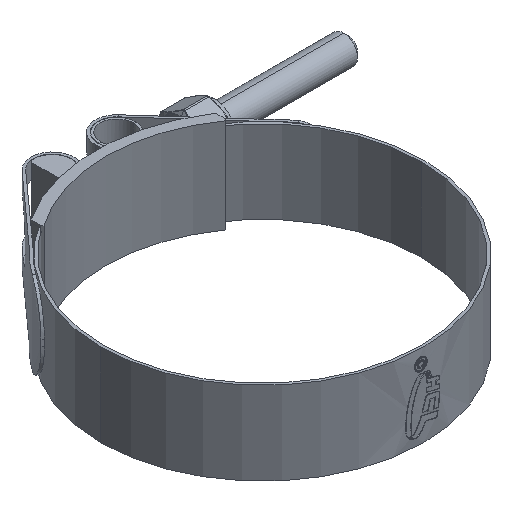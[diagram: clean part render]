
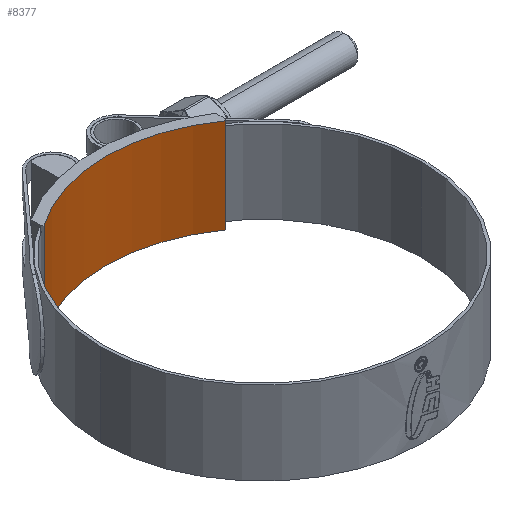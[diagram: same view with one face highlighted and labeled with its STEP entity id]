
A CAD part, isometric view. The second image highlights one B-rep face of the part: STEP entity #8377.
In plain terms, the highlighted cylindrical face has radius 36.39 mm (diameter 72.78 mm), a partial arc.
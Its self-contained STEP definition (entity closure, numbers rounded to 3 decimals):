
#77 = ORIENTED_EDGE ( 'NONE', *, *, #6568, .T. ) ;
#186 = VERTEX_POINT ( 'NONE', #13075 ) ;
#450 = CARTESIAN_POINT ( 'NONE',  ( 21.146, 29.616, 10.39 ) ) ;
#532 = LINE ( 'NONE', #8185, #12037 ) ;
#761 = ORIENTED_EDGE ( 'NONE', *, *, #13086, .F. ) ;
#1509 = FACE_OUTER_BOUND ( 'NONE', #8046, .T. ) ;
#1782 = LINE ( 'NONE', #450, #9373 ) ;
#1989 = DIRECTION ( 'NONE',  ( 0., 0., 1. ) ) ;
#3069 = AXIS2_PLACEMENT_3D ( 'NONE', #10037, #6496, #4199 ) ;
#3555 = AXIS2_PLACEMENT_3D ( 'NONE', #4116, #1989, #9949 ) ;
#3867 = ORIENTED_EDGE ( 'NONE', *, *, #11662, .F. ) ;
#4116 = CARTESIAN_POINT ( 'NONE',  ( 0., 0., -11. ) ) ;
#4199 = DIRECTION ( 'NONE',  ( 1., 0., 0. ) ) ;
#4753 = VERTEX_POINT ( 'NONE', #10111 ) ;
#5008 = VERTEX_POINT ( 'NONE', #12504 ) ;
#6196 = DIRECTION ( 'NONE',  ( 0., 0., 1. ) ) ;
#6418 = CARTESIAN_POINT ( 'NONE',  ( 21.146, 29.616, 11. ) ) ;
#6496 = DIRECTION ( 'NONE',  ( 0., 0., -1. ) ) ;
#6568 = EDGE_CURVE ( 'NONE', #5008, #8523, #1782, .T. ) ;
#8046 = EDGE_LOOP ( 'NONE', ( #9180, #761, #3867, #77 ) ) ;
#8123 = CARTESIAN_POINT ( 'NONE',  ( 0., 0., 10.39 ) ) ;
#8185 = CARTESIAN_POINT ( 'NONE',  ( -21.146, 29.616, 10.39 ) ) ;
#8336 = CYLINDRICAL_SURFACE ( 'NONE', #13377, 36.39 ) ;
#8377 = ADVANCED_FACE ( 'NONE', ( #1509 ), #8336, .F. ) ;
#8523 = VERTEX_POINT ( 'NONE', #6418 ) ;
#9179 = EDGE_CURVE ( 'NONE', #4753, #8523, #9657, .T. ) ;
#9180 = ORIENTED_EDGE ( 'NONE', *, *, #9179, .F. ) ;
#9303 = DIRECTION ( 'NONE',  ( 0., 0., 1. ) ) ;
#9373 = VECTOR ( 'NONE', #12797, 1000. ) ;
#9657 = CIRCLE ( 'NONE', #3069, 36.39 ) ;
#9949 = DIRECTION ( 'NONE',  ( 1., 0., 0. ) ) ;
#10037 = CARTESIAN_POINT ( 'NONE',  ( 0., 0., 11. ) ) ;
#10111 = CARTESIAN_POINT ( 'NONE',  ( -21.146, 29.616, 11. ) ) ;
#11309 = CIRCLE ( 'NONE', #3555, 36.39 ) ;
#11662 = EDGE_CURVE ( 'NONE', #5008, #186, #11309, .T. ) ;
#12037 = VECTOR ( 'NONE', #6196, 1000. ) ;
#12504 = CARTESIAN_POINT ( 'NONE',  ( 21.146, 29.616, -11. ) ) ;
#12797 = DIRECTION ( 'NONE',  ( 0., 0., 1. ) ) ;
#12809 = DIRECTION ( 'NONE',  ( 1., 0., 0. ) ) ;
#13075 = CARTESIAN_POINT ( 'NONE',  ( -21.146, 29.616, -11. ) ) ;
#13086 = EDGE_CURVE ( 'NONE', #186, #4753, #532, .T. ) ;
#13377 = AXIS2_PLACEMENT_3D ( 'NONE', #8123, #9303, #12809 ) ;
